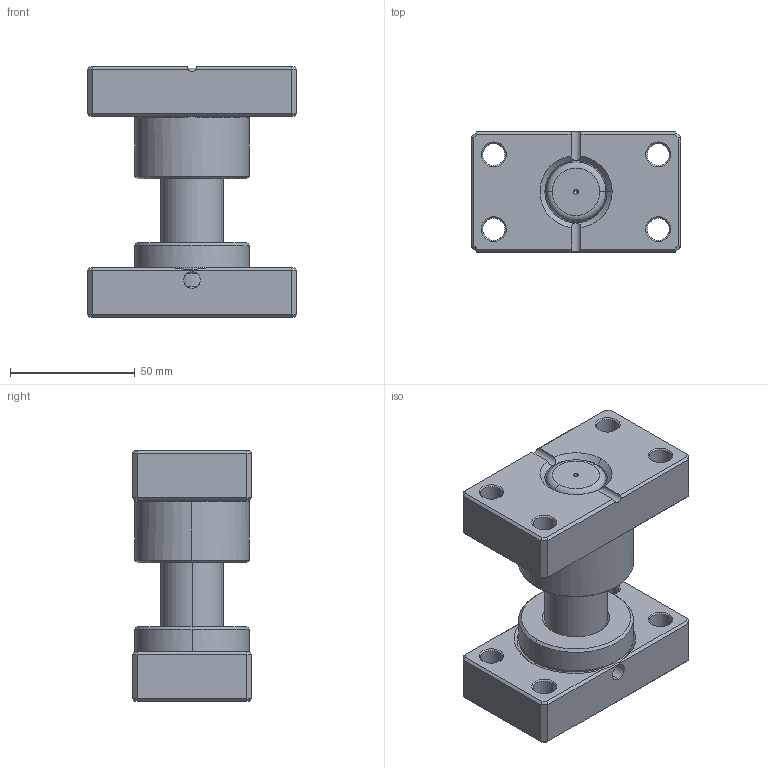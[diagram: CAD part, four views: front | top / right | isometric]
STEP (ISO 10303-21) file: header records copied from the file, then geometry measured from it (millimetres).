
FILE_DESCRIPTION (( 'STEP AP214' ), '1' );
FILE_NAME ('HY-D25-L100.STEP', '2021-09-17T06:17:57', ( 'User' ), ( 'china' ), 'SwSTEP 2.0', 'SolidWorks 2016', '' );
FILE_SCHEMA (( 'AUTOMOTIVE_DESIGN' ));
Length unit declared in the file: millimetre
Products named in the file (4): SZB-D25; MGP-D25-L100; MGH-D25; HY-D25-L100
Assembly tree (3 placements, depth 2):
  HY-D25-L100
    MGH-D25
    MGP-D25-L100
    SZB-D25
Bounding box: 84 x 48 x 100.61 mm (x, y, z)
Volume: 217815.8 mm3; surface area: 47200.9 mm2
Topology: 3 solids, 3 shells, 201 faces, 466 edges, 268 vertices
Faces by surface type: plane 73, cone 55, cylinder 54, torus 15, bspline 4
Entity records: 6015 total; most frequent: CARTESIAN_POINT 1209, DIRECTION 1037, ORIENTED_EDGE 920, EDGE_CURVE 460, AXIS2_PLACEMENT_3D 390, VERTEX_POINT 268, VECTOR 257, LINE 257
